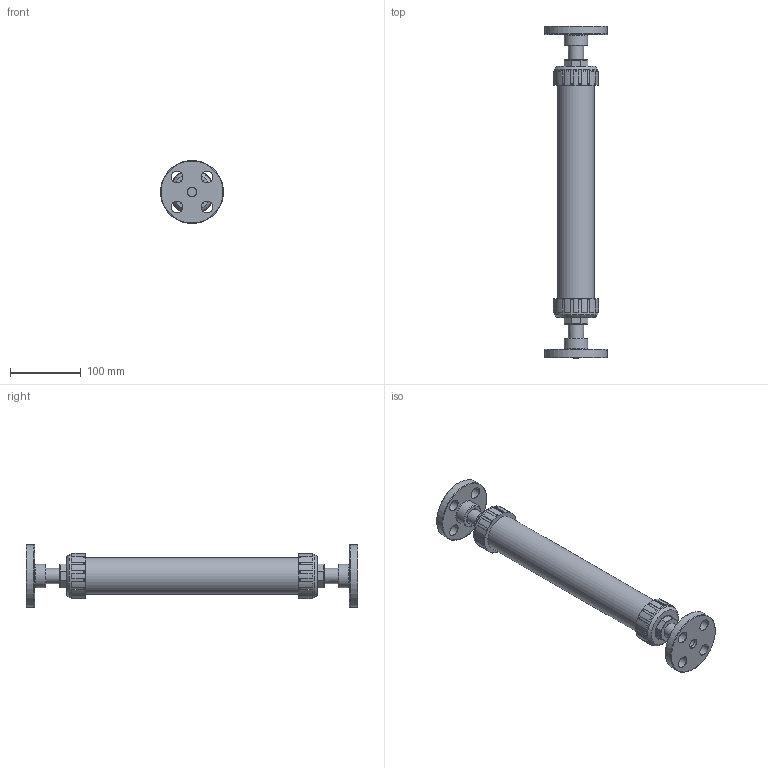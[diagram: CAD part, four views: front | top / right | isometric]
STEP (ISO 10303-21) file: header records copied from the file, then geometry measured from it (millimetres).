
FILE_DESCRIPTION((''),'2;1');
FILE_NAME('CVG-250-PV-50F_R0.stp','2017-07-25T08:37:33',('salesdesk5'),(''),'Autodesk Inventor 2009','Autodesk Inventor 2009','');
FILE_SCHEMA(('AUTOMOTIVE_DESIGN { 1 0 10303 214 1 1 1 1 }'));
Length unit declared in the file: inch
Products named in the file (1): CVG-250-PV-50F_R0
Bounding box: 88.56 x 467.87 x 88.56 mm (x, y, z)
Volume: 943354.4 mm3; surface area: 117048 mm2
Topology: 1 solids, 1 shells, 255 faces, 629 edges, 392 vertices
Faces by surface type: plane 96, bspline 66, cone 48, torus 26, cylinder 19
Full cylindrical faces by diameter (mm): 13.36 x2, 16.002 x8, 33.541 x2, 36.246 x2, 50.8 x1, 63.5 x2, 88.9 x2
Entity records: 7762 total; most frequent: CARTESIAN_POINT 2160, ORIENTED_EDGE 1124, DIRECTION 1040, EDGE_CURVE 562, AXIS2_PLACEMENT_3D 416, VERTEX_POINT 386, EDGE_LOOP 348, FACE_OUTER_BOUND 255
